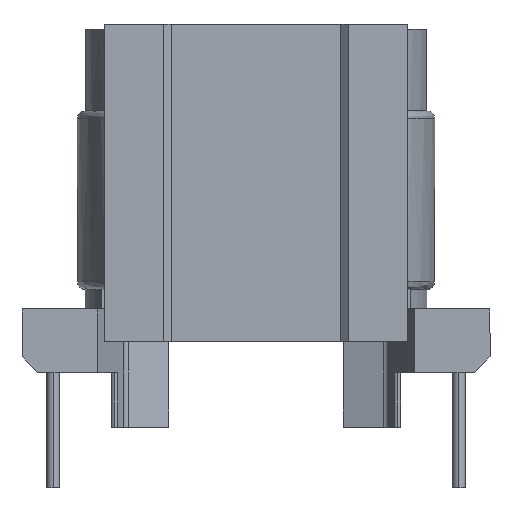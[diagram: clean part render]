
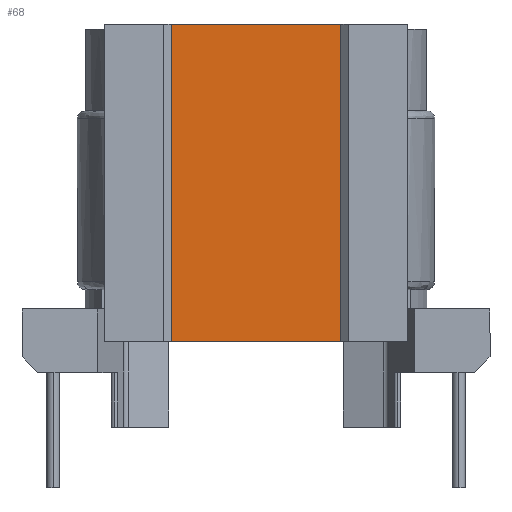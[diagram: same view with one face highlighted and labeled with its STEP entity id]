
A CAD part, left-side view. The second image highlights one B-rep face of the part: STEP entity #68.
In plain terms, the highlighted planar face has unit normal (-1, 0, 0).
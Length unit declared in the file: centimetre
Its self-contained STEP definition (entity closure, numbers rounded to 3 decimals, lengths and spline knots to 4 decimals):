
#68 = ADVANCED_FACE ( 'NONE', ( #4578 ), #13820, .T. ) ;
#683 = LINE ( 'NONE', #8636, #5375 ) ;
#988 = DIRECTION ( 'NONE',  ( 0., 0., 1. ) ) ;
#1059 = VERTEX_POINT ( 'NONE', #1136 ) ;
#1136 = CARTESIAN_POINT ( 'NONE',  ( -1.275, 0.53, -1.443 ) ) ;
#1607 = DIRECTION ( 'NONE',  ( 0., -1., 0. ) ) ;
#2500 = EDGE_CURVE ( 'NONE', #4539, #13633, #8527, .T. ) ;
#3564 = CARTESIAN_POINT ( 'NONE',  ( -1.275, 0.53, 0.543 ) ) ;
#4161 = CARTESIAN_POINT ( 'NONE',  ( -1.275, 0.53, -0.465 ) ) ;
#4384 = DIRECTION ( 'NONE',  ( 0., 0., -1. ) ) ;
#4481 = AXIS2_PLACEMENT_3D ( 'NONE', #11278, #13890, #4507 ) ;
#4507 = DIRECTION ( 'NONE',  ( 0., 0., 1. ) ) ;
#4539 = VERTEX_POINT ( 'NONE', #12802 ) ;
#4578 = FACE_OUTER_BOUND ( 'NONE', #13181, .T. ) ;
#5052 = VERTEX_POINT ( 'NONE', #5859 ) ;
#5375 = VECTOR ( 'NONE', #988, 100. ) ;
#5859 = CARTESIAN_POINT ( 'NONE',  ( -1.275, -0.53, -1.443 ) ) ;
#6075 = CARTESIAN_POINT ( 'NONE',  ( -1.275, 0., -1.443 ) ) ;
#6433 = ORIENTED_EDGE ( 'NONE', *, *, #2500, .T. ) ;
#6527 = VECTOR ( 'NONE', #4384, 100. ) ;
#7146 = ORIENTED_EDGE ( 'NONE', *, *, #8469, .T. ) ;
#7264 = ORIENTED_EDGE ( 'NONE', *, *, #9958, .T. ) ;
#7861 = VECTOR ( 'NONE', #12692, 100. ) ;
#8469 = EDGE_CURVE ( 'NONE', #13633, #1059, #13213, .T. ) ;
#8527 = LINE ( 'NONE', #12988, #7861 ) ;
#8636 = CARTESIAN_POINT ( 'NONE',  ( -1.275, -0.53, -0.465 ) ) ;
#9958 = EDGE_CURVE ( 'NONE', #1059, #5052, #12761, .T. ) ;
#10297 = EDGE_CURVE ( 'NONE', #5052, #4539, #683, .T. ) ;
#11278 = CARTESIAN_POINT ( 'NONE',  ( -1.275, 0.58, -0.465 ) ) ;
#12653 = VECTOR ( 'NONE', #1607, 100. ) ;
#12692 = DIRECTION ( 'NONE',  ( 0., 1., 0. ) ) ;
#12761 = LINE ( 'NONE', #6075, #12653 ) ;
#12802 = CARTESIAN_POINT ( 'NONE',  ( -1.275, -0.53, 0.543 ) ) ;
#12988 = CARTESIAN_POINT ( 'NONE',  ( -1.275, 0., 0.543 ) ) ;
#13181 = EDGE_LOOP ( 'NONE', ( #7146, #7264, #14215, #6433 ) ) ;
#13213 = LINE ( 'NONE', #4161, #6527 ) ;
#13633 = VERTEX_POINT ( 'NONE', #3564 ) ;
#13820 = PLANE ( 'NONE',  #4481 ) ;
#13890 = DIRECTION ( 'NONE',  ( -1., 0., 0. ) ) ;
#14215 = ORIENTED_EDGE ( 'NONE', *, *, #10297, .T. ) ;
